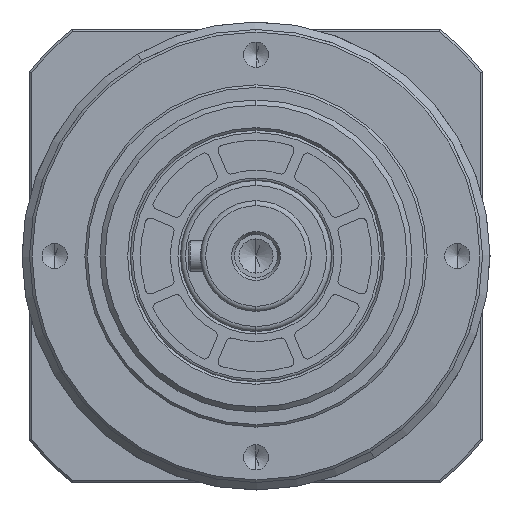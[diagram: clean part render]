
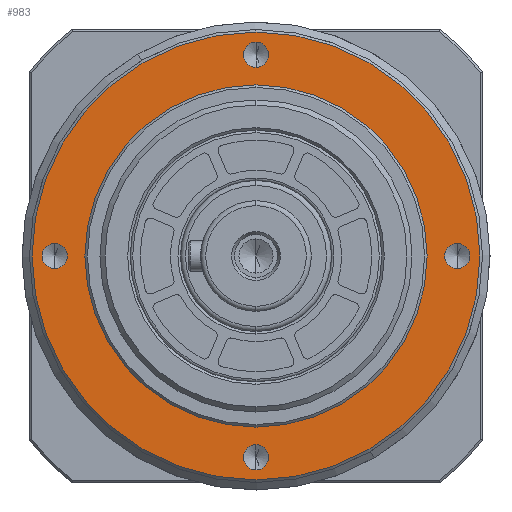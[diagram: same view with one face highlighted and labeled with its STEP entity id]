
A CAD part, left-side view. The second image highlights one B-rep face of the part: STEP entity #983.
In plain terms, the highlighted face is planar.
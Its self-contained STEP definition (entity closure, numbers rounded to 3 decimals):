
#227 = EDGE_LOOP ( 'NONE', ( #4026, #1383 ) ) ;
#340 = CARTESIAN_POINT ( 'NONE',  ( 18., 0., 40. ) ) ;
#875 = DIRECTION ( 'NONE',  ( 0., 0., 1. ) ) ;
#940 = CARTESIAN_POINT ( 'NONE',  ( 18., 0., -34. ) ) ;
#960 = VERTEX_POINT ( 'NONE', #15496 ) ;
#983 = ADVANCED_FACE ( 'NONE', ( #14640, #14217, #6597, #17388, #2960, #16969 ), #8969, .F. ) ;
#1360 = VERTEX_POINT ( 'NONE', #15175 ) ;
#1383 = ORIENTED_EDGE ( 'NONE', *, *, #1813, .F. ) ;
#1559 = ORIENTED_EDGE ( 'NONE', *, *, #16026, .T. ) ;
#1687 = DIRECTION ( 'NONE',  ( 0., 0., -1. ) ) ;
#1766 = CARTESIAN_POINT ( 'NONE',  ( 18., 40., -2.5 ) ) ;
#1813 = EDGE_CURVE ( 'NONE', #13667, #17582, #12596, .T. ) ;
#1873 = DIRECTION ( 'NONE',  ( 1., 0., 0. ) ) ;
#2058 = EDGE_CURVE ( 'NONE', #17368, #2527, #13641, .T. ) ;
#2193 = DIRECTION ( 'NONE',  ( -1., 0., 0. ) ) ;
#2270 = AXIS2_PLACEMENT_3D ( 'NONE', #10342, #2193, #11695 ) ;
#2327 = DIRECTION ( 'NONE',  ( 1., 0., 0. ) ) ;
#2432 = CARTESIAN_POINT ( 'NONE',  ( 18., -40., 2.5 ) ) ;
#2469 = EDGE_CURVE ( 'NONE', #2527, #17368, #14491, .T. ) ;
#2527 = VERTEX_POINT ( 'NONE', #940 ) ;
#2573 = CIRCLE ( 'NONE', #14352, 2.5 ) ;
#2960 = FACE_OUTER_BOUND ( 'NONE', #11458, .T. ) ;
#2999 = VERTEX_POINT ( 'NONE', #3359 ) ;
#3359 = CARTESIAN_POINT ( 'NONE',  ( 18., 0., -42.5 ) ) ;
#3428 = DIRECTION ( 'NONE',  ( 1., 0., 0. ) ) ;
#3574 = CARTESIAN_POINT ( 'NONE',  ( 18., 0., 0. ) ) ;
#3631 = CIRCLE ( 'NONE', #14819, 2.5 ) ;
#3785 = CARTESIAN_POINT ( 'NONE',  ( 18., 0., -40. ) ) ;
#4026 = ORIENTED_EDGE ( 'NONE', *, *, #12653, .F. ) ;
#4358 = CARTESIAN_POINT ( 'NONE',  ( 18., 0., 37.5 ) ) ;
#4802 = AXIS2_PLACEMENT_3D ( 'NONE', #17134, #9011, #875 ) ;
#4854 = EDGE_LOOP ( 'NONE', ( #17083, #8700 ) ) ;
#4949 = DIRECTION ( 'NONE',  ( 0., 0., 1. ) ) ;
#5051 = AXIS2_PLACEMENT_3D ( 'NONE', #13229, #5099, #14592 ) ;
#5099 = DIRECTION ( 'NONE',  ( 1., 0., 0. ) ) ;
#5102 = AXIS2_PLACEMENT_3D ( 'NONE', #340, #9853, #1687 ) ;
#5172 = DIRECTION ( 'NONE',  ( 0., 0., -1. ) ) ;
#5221 = DIRECTION ( 'NONE',  ( 1., 0., 0. ) ) ;
#5757 = CIRCLE ( 'NONE', #11321, 2.5 ) ;
#5774 = AXIS2_PLACEMENT_3D ( 'NONE', #3574, #13077, #4949 ) ;
#5863 = CARTESIAN_POINT ( 'NONE',  ( 18., -40., -2.5 ) ) ;
#5922 = DIRECTION ( 'NONE',  ( 1., 0., 0. ) ) ;
#5969 = DIRECTION ( 'NONE',  ( 1., 0., 0. ) ) ;
#6405 = AXIS2_PLACEMENT_3D ( 'NONE', #14574, #6466, #15927 ) ;
#6466 = DIRECTION ( 'NONE',  ( -1., 0., 0. ) ) ;
#6597 = FACE_BOUND ( 'NONE', #11007, .T. ) ;
#6887 = ORIENTED_EDGE ( 'NONE', *, *, #10392, .F. ) ;
#7192 = ORIENTED_EDGE ( 'NONE', *, *, #10816, .F. ) ;
#7242 = EDGE_LOOP ( 'NONE', ( #16749, #10121 ) ) ;
#7323 = EDGE_CURVE ( 'NONE', #14113, #16702, #2573, .T. ) ;
#7438 = CIRCLE ( 'NONE', #5102, 2.5 ) ;
#7508 = CIRCLE ( 'NONE', #9973, 2.5 ) ;
#8700 = ORIENTED_EDGE ( 'NONE', *, *, #16425, .F. ) ;
#8775 = EDGE_CURVE ( 'NONE', #1360, #16022, #15287, .T. ) ;
#8969 = PLANE ( 'NONE',  #2270 ) ;
#8980 = CARTESIAN_POINT ( 'NONE',  ( 18., 0., 44.5 ) ) ;
#9011 = DIRECTION ( 'NONE',  ( -1., 0., 0. ) ) ;
#9350 = CARTESIAN_POINT ( 'NONE',  ( 18., 0., 34. ) ) ;
#9444 = AXIS2_PLACEMENT_3D ( 'NONE', #14037, #5922, #15391 ) ;
#9853 = DIRECTION ( 'NONE',  ( 1., 0., 0. ) ) ;
#9973 = AXIS2_PLACEMENT_3D ( 'NONE', #10042, #1873, #11390 ) ;
#10001 = ORIENTED_EDGE ( 'NONE', *, *, #8775, .T. ) ;
#10042 = CARTESIAN_POINT ( 'NONE',  ( 18., -40., 0. ) ) ;
#10094 = CIRCLE ( 'NONE', #11923, 2.5 ) ;
#10121 = ORIENTED_EDGE ( 'NONE', *, *, #2469, .T. ) ;
#10342 = CARTESIAN_POINT ( 'NONE',  ( 18., 45., 0. ) ) ;
#10392 = EDGE_CURVE ( 'NONE', #14099, #2999, #3631, .T. ) ;
#10473 = CARTESIAN_POINT ( 'NONE',  ( 18., -40., 0. ) ) ;
#10816 = EDGE_CURVE ( 'NONE', #2999, #14099, #13380, .T. ) ;
#11007 = EDGE_LOOP ( 'NONE', ( #7192, #6887 ) ) ;
#11238 = CARTESIAN_POINT ( 'NONE',  ( 18., 0., -37.5 ) ) ;
#11321 = AXIS2_PLACEMENT_3D ( 'NONE', #14095, #5969, #15436 ) ;
#11389 = EDGE_LOOP ( 'NONE', ( #14311, #17017 ) ) ;
#11390 = DIRECTION ( 'NONE',  ( 0., 0., -1. ) ) ;
#11422 = AXIS2_PLACEMENT_3D ( 'NONE', #11549, #3428, #12927 ) ;
#11458 = EDGE_LOOP ( 'NONE', ( #1559, #10001 ) ) ;
#11549 = CARTESIAN_POINT ( 'NONE',  ( 18., 0., -40. ) ) ;
#11592 = EDGE_CURVE ( 'NONE', #14674, #960, #5757, .T. ) ;
#11695 = DIRECTION ( 'NONE',  ( 0., 0., 1. ) ) ;
#11830 = DIRECTION ( 'NONE',  ( 0., 0., -1. ) ) ;
#11923 = AXIS2_PLACEMENT_3D ( 'NONE', #13336, #5221, #14698 ) ;
#12596 = CIRCLE ( 'NONE', #9444, 2.5 ) ;
#12653 = EDGE_CURVE ( 'NONE', #17582, #13667, #7438, .T. ) ;
#12927 = DIRECTION ( 'NONE',  ( 0., 0., -1. ) ) ;
#13077 = DIRECTION ( 'NONE',  ( 1., 0., 0. ) ) ;
#13229 = CARTESIAN_POINT ( 'NONE',  ( 18., 0., 0. ) ) ;
#13297 = DIRECTION ( 'NONE',  ( 1., 0., 0. ) ) ;
#13336 = CARTESIAN_POINT ( 'NONE',  ( 18., 40., 0. ) ) ;
#13380 = CIRCLE ( 'NONE', #11422, 2.5 ) ;
#13641 = CIRCLE ( 'NONE', #6405, 34. ) ;
#13667 = VERTEX_POINT ( 'NONE', #15697 ) ;
#13785 = EDGE_CURVE ( 'NONE', #960, #14674, #10094, .T. ) ;
#14037 = CARTESIAN_POINT ( 'NONE',  ( 18., 0., 40. ) ) ;
#14095 = CARTESIAN_POINT ( 'NONE',  ( 18., 40., 0. ) ) ;
#14099 = VERTEX_POINT ( 'NONE', #11238 ) ;
#14113 = VERTEX_POINT ( 'NONE', #5863 ) ;
#14217 = FACE_BOUND ( 'NONE', #4854, .T. ) ;
#14311 = ORIENTED_EDGE ( 'NONE', *, *, #11592, .F. ) ;
#14352 = AXIS2_PLACEMENT_3D ( 'NONE', #10473, #2327, #11830 ) ;
#14491 = CIRCLE ( 'NONE', #4802, 34. ) ;
#14574 = CARTESIAN_POINT ( 'NONE',  ( 18., 0., 0. ) ) ;
#14592 = DIRECTION ( 'NONE',  ( 0., 0., 1. ) ) ;
#14640 = FACE_BOUND ( 'NONE', #227, .T. ) ;
#14674 = VERTEX_POINT ( 'NONE', #1766 ) ;
#14698 = DIRECTION ( 'NONE',  ( 0., 0., -1. ) ) ;
#14819 = AXIS2_PLACEMENT_3D ( 'NONE', #3785, #13297, #5172 ) ;
#15175 = CARTESIAN_POINT ( 'NONE',  ( 18., 0., -44.5 ) ) ;
#15287 = CIRCLE ( 'NONE', #5051, 44.5 ) ;
#15391 = DIRECTION ( 'NONE',  ( 0., 0., -1. ) ) ;
#15436 = DIRECTION ( 'NONE',  ( 0., 0., -1. ) ) ;
#15496 = CARTESIAN_POINT ( 'NONE',  ( 18., 40., 2.5 ) ) ;
#15697 = CARTESIAN_POINT ( 'NONE',  ( 18., 0., 42.5 ) ) ;
#15927 = DIRECTION ( 'NONE',  ( 0., 0., 1. ) ) ;
#16022 = VERTEX_POINT ( 'NONE', #8980 ) ;
#16026 = EDGE_CURVE ( 'NONE', #16022, #1360, #16606, .T. ) ;
#16425 = EDGE_CURVE ( 'NONE', #16702, #14113, #7508, .T. ) ;
#16606 = CIRCLE ( 'NONE', #5774, 44.5 ) ;
#16702 = VERTEX_POINT ( 'NONE', #2432 ) ;
#16749 = ORIENTED_EDGE ( 'NONE', *, *, #2058, .T. ) ;
#16969 = FACE_BOUND ( 'NONE', #7242, .T. ) ;
#17017 = ORIENTED_EDGE ( 'NONE', *, *, #13785, .F. ) ;
#17083 = ORIENTED_EDGE ( 'NONE', *, *, #7323, .F. ) ;
#17134 = CARTESIAN_POINT ( 'NONE',  ( 18., 0., 0. ) ) ;
#17368 = VERTEX_POINT ( 'NONE', #9350 ) ;
#17388 = FACE_BOUND ( 'NONE', #11389, .T. ) ;
#17582 = VERTEX_POINT ( 'NONE', #4358 ) ;
